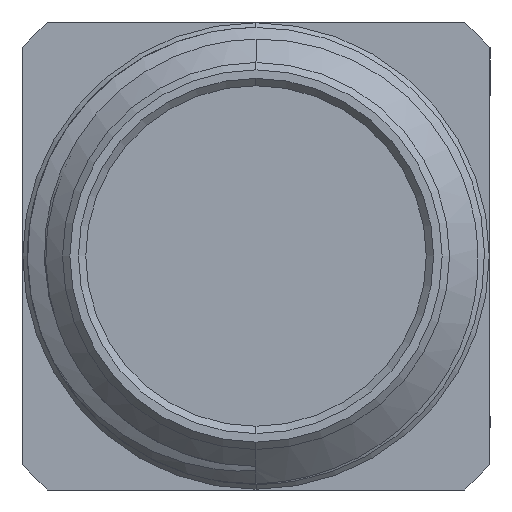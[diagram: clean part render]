
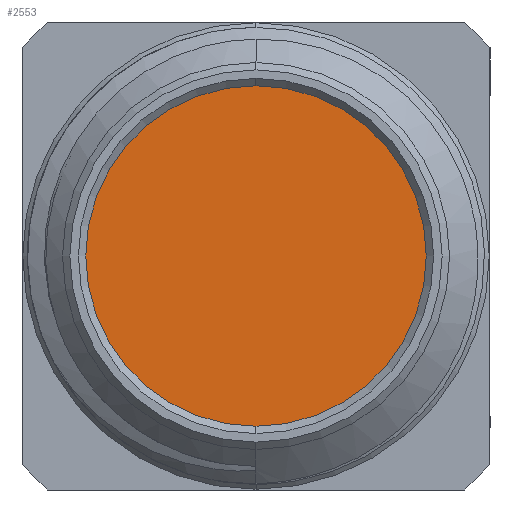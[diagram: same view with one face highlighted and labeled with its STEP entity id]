
A CAD part, left-side view. The second image highlights one B-rep face of the part: STEP entity #2553.
In plain terms, the highlighted planar face has unit normal (-1, 0, 0).
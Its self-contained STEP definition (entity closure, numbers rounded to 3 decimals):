
#64 = FACE_OUTER_BOUND ( 'NONE', #2053, .T. ) ;
#68 = CARTESIAN_POINT ( 'NONE',  ( 1.95, 0., -2.31 ) ) ;
#239 = DIRECTION ( 'NONE',  ( 0., 0., 1. ) ) ;
#489 = AXIS2_PLACEMENT_3D ( 'NONE', #1883, #2976, #3498 ) ;
#635 = DIRECTION ( 'NONE',  ( 0., 0., -1. ) ) ;
#771 = VERTEX_POINT ( 'NONE', #68 ) ;
#920 = PLANE ( 'NONE',  #2629 ) ;
#951 = DIRECTION ( 'NONE',  ( 1., 0., 0. ) ) ;
#1096 = AXIS2_PLACEMENT_3D ( 'NONE', #3184, #3254, #239 ) ;
#1671 = CARTESIAN_POINT ( 'NONE',  ( 1.95, 0., 0. ) ) ;
#1883 = CARTESIAN_POINT ( 'NONE',  ( 1.95, 0., 0. ) ) ;
#2053 = EDGE_LOOP ( 'NONE', ( #3177, #2625 ) ) ;
#2079 = EDGE_CURVE ( 'NONE', #2497, #771, #2453, .T. ) ;
#2453 = CIRCLE ( 'NONE', #489, 2.31 ) ;
#2497 = VERTEX_POINT ( 'NONE', #3478 ) ;
#2553 = ADVANCED_FACE ( 'NONE', ( #64 ), #920, .F. ) ;
#2625 = ORIENTED_EDGE ( 'NONE', *, *, #3357, .T. ) ;
#2629 = AXIS2_PLACEMENT_3D ( 'NONE', #1671, #951, #635 ) ;
#2963 = CIRCLE ( 'NONE', #1096, 2.31 ) ;
#2976 = DIRECTION ( 'NONE',  ( -1., 0., 0. ) ) ;
#3177 = ORIENTED_EDGE ( 'NONE', *, *, #2079, .T. ) ;
#3184 = CARTESIAN_POINT ( 'NONE',  ( 1.95, 0., 0. ) ) ;
#3254 = DIRECTION ( 'NONE',  ( -1., 0., 0. ) ) ;
#3357 = EDGE_CURVE ( 'NONE', #771, #2497, #2963, .T. ) ;
#3478 = CARTESIAN_POINT ( 'NONE',  ( 1.95, 0., 2.31 ) ) ;
#3498 = DIRECTION ( 'NONE',  ( 0., 0., 1. ) ) ;
